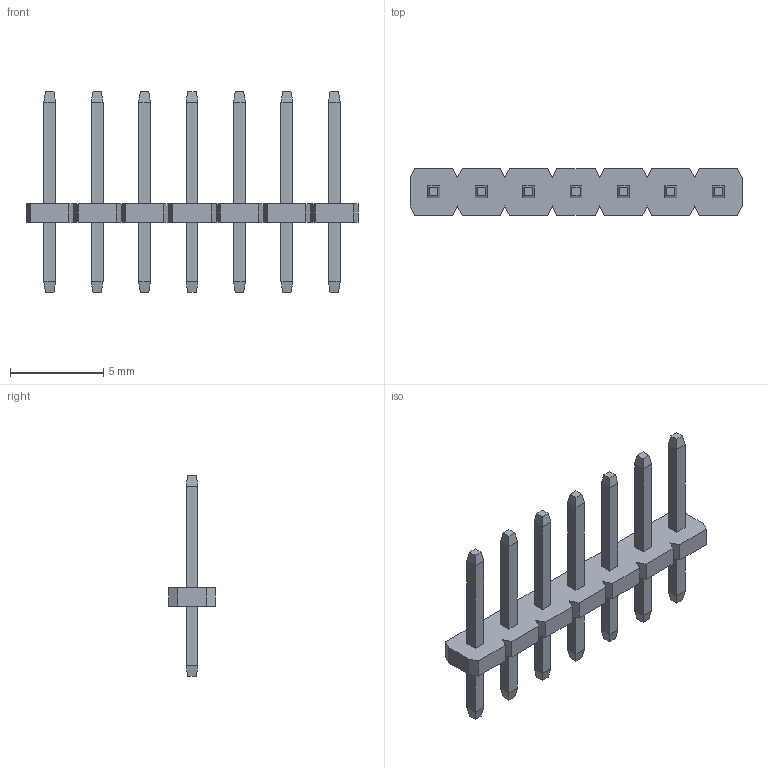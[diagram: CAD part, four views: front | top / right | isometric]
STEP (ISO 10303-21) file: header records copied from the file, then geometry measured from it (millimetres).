
FILE_DESCRIPTION (( 'STEP AP214' ), '1' );
FILE_NAME ('FPH25448-S07S1014191010B-REF.STEP', '2026-01-14T01:40:24', ( '' ), ( '' ), 'SwSTEP 2.0', 'SolidWorks 2021', '' );
FILE_SCHEMA (( 'AUTOMOTIVE_DESIGN' ));
Length unit declared in the file: millimetre
Products named in the file (1): FPH25448-S07S1014191010B-REF
Bounding box: 17.78 x 2.5 x 10.75 mm (x, y, z)
Volume: 69.7 mm3; surface area: 301.4 mm2
Topology: 1 solids, 1 shells, 172 faces, 412 edges, 256 vertices
Faces by surface type: plane 172
Entity records: 4842 total; most frequent: CARTESIAN_POINT 841, ORIENTED_EDGE 824, DIRECTION 758, LINE 412, VECTOR 412, EDGE_CURVE 412, VERTEX_POINT 256, EDGE_LOOP 186
